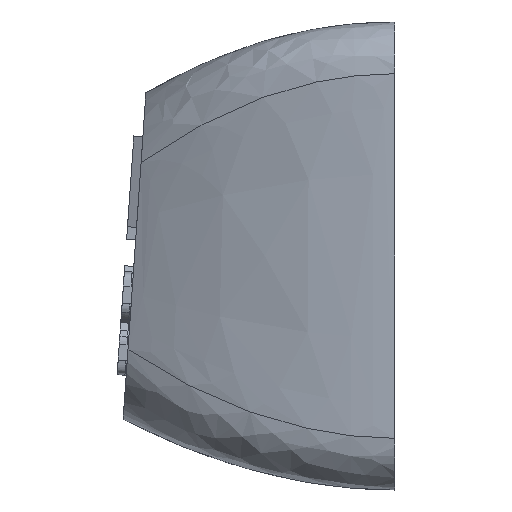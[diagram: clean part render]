
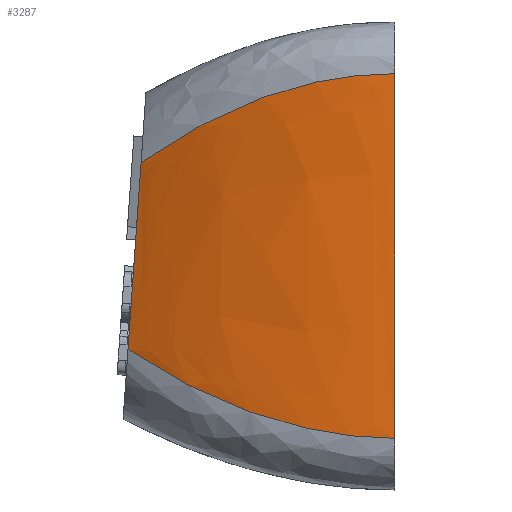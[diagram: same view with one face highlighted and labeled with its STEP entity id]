
A CAD part, left-side view. The second image highlights one B-rep face of the part: STEP entity #3287.
In plain terms, the highlighted free-form (B-spline) face has degree [3, 3] with [4, 4] control points.
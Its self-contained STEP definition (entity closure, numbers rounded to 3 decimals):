
#58=B_SPLINE_SURFACE_WITH_KNOTS('',3,3,((#4391,#4392,#4393,#4394),(#4395,
#4396,#4397,#4398),(#4399,#4400,#4401,#4402),(#4403,#4404,#4405,#4406)),
 .UNSPECIFIED.,.F.,.F.,.F.,(4,4),(4,4),(0.,1.),(0.,1.),.UNSPECIFIED.);
#145=B_SPLINE_CURVE_WITH_KNOTS('',3,(#4386,#4387,#4388,#4389),
 .UNSPECIFIED.,.F.,.F.,(4,4),(0.,1.),.UNSPECIFIED.);
#146=B_SPLINE_CURVE_WITH_KNOTS('',3,(#4410,#4411,#4412,#4413),
 .UNSPECIFIED.,.F.,.F.,(4,4),(0.,1.),.UNSPECIFIED.);
#326=FACE_OUTER_BOUND('',#507,.T.);
#507=EDGE_LOOP('',(#2208,#2209,#2210,#2211));
#710=LINE('',#4408,#1021);
#711=LINE('',#4414,#1022);
#1021=VECTOR('',#3646,10.);
#1022=VECTOR('',#3647,10.);
#1341=VERTEX_POINT('',#4383);
#1342=VERTEX_POINT('',#4385);
#1343=VERTEX_POINT('',#4407);
#1344=VERTEX_POINT('',#4409);
#1687=EDGE_CURVE('',#1341,#1342,#145,.T.);
#1689=EDGE_CURVE('',#1343,#1341,#710,.T.);
#1690=EDGE_CURVE('',#1343,#1344,#146,.T.);
#1691=EDGE_CURVE('',#1344,#1342,#711,.T.);
#2208=ORIENTED_EDGE('',*,*,#1689,.F.);
#2209=ORIENTED_EDGE('',*,*,#1690,.T.);
#2210=ORIENTED_EDGE('',*,*,#1691,.T.);
#2211=ORIENTED_EDGE('',*,*,#1687,.F.);
#3287=ADVANCED_FACE('',(#326),#58,.F.);
#3646=DIRECTION('',(0.,-0.07,0.998));
#3647=DIRECTION('',(0.,0.,1.));
#4383=CARTESIAN_POINT('',(2.7,9.814,12.671));
#4385=CARTESIAN_POINT('',(0.,0.,16.1));
#4386=CARTESIAN_POINT('Ctrl Pts',(2.7,9.814,12.671));
#4387=CARTESIAN_POINT('Ctrl Pts',(0.9,6.543,14.957));
#4388=CARTESIAN_POINT('Ctrl Pts',(0.,3.356,
16.1));
#4389=CARTESIAN_POINT('Ctrl Pts',(0.,0.,
16.1));
#4391=CARTESIAN_POINT('Ctrl Pts',(2.7,10.32,5.433));
#4392=CARTESIAN_POINT('Ctrl Pts',(0.9,6.88,3.144));
#4393=CARTESIAN_POINT('Ctrl Pts',(0.,3.356,
2.));
#4394=CARTESIAN_POINT('Ctrl Pts',(0.,0.,2.));
#4395=CARTESIAN_POINT('Ctrl Pts',(2.7,10.221,6.843));
#4396=CARTESIAN_POINT('Ctrl Pts',(0.939,6.814,4.776));
#4397=CARTESIAN_POINT('Ctrl Pts',(0.,3.356,
3.047));
#4398=CARTESIAN_POINT('Ctrl Pts',(0.,0.,3.047));
#4399=CARTESIAN_POINT('Ctrl Pts',(2.7,9.913,11.261));
#4400=CARTESIAN_POINT('Ctrl Pts',(0.939,6.608,13.325));
#4401=CARTESIAN_POINT('Ctrl Pts',(0.,3.356,
15.053));
#4402=CARTESIAN_POINT('Ctrl Pts',(0.,0.,15.053));
#4403=CARTESIAN_POINT('Ctrl Pts',(2.7,9.814,12.671));
#4404=CARTESIAN_POINT('Ctrl Pts',(0.9,6.543,14.957));
#4405=CARTESIAN_POINT('Ctrl Pts',(0.,3.356,
16.1));
#4406=CARTESIAN_POINT('Ctrl Pts',(0.,0.,16.1));
#4407=CARTESIAN_POINT('',(2.7,10.32,5.433));
#4408=CARTESIAN_POINT('',(2.7,10.32,5.433));
#4409=CARTESIAN_POINT('',(0.,0.,2.));
#4410=CARTESIAN_POINT('Ctrl Pts',(2.7,10.32,5.433));
#4411=CARTESIAN_POINT('Ctrl Pts',(0.9,6.88,3.144));
#4412=CARTESIAN_POINT('Ctrl Pts',(0.,3.356,
2.));
#4413=CARTESIAN_POINT('Ctrl Pts',(0.,0.,2.));
#4414=CARTESIAN_POINT('',(0.,0.,2.));
